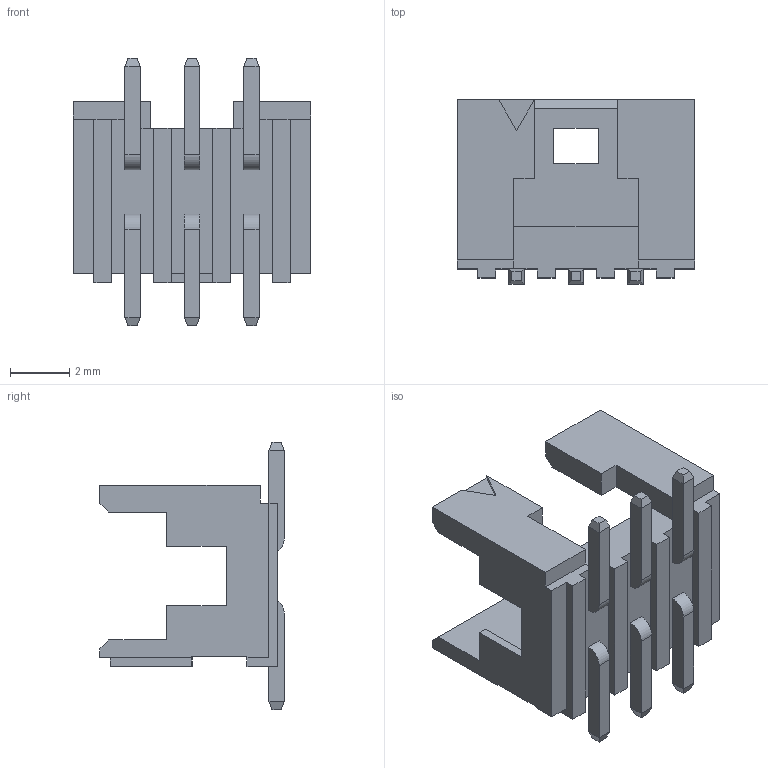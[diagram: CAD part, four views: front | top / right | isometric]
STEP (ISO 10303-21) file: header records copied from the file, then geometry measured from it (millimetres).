
FILE_DESCRIPTION (( 'STEP AP214' ), '1' );
FILE_NAME ('98424-G52-06LF.STEP', '2023-05-02T17:13:14', ( '' ), ( '' ), 'SwSTEP 2.0', 'SolidWorks 2021', '' );
FILE_SCHEMA (( 'AUTOMOTIVE_DESIGN' ));
Length unit declared in the file: millimetre
Products named in the file (4): 98424-G52-06LF; 98424_06; A^Assem 98424 add; B^Assem 98424 add
Assembly tree (7 placements, depth 2):
  98424-G52-06LF
    98424_06
    A^Assem 98424 add  x3
    B^Assem 98424 add  x3
Bounding box: 8 x 6.2 x 9 mm (x, y, z)
Volume: 111.3 mm3; surface area: 346 mm2
Topology: 7 solids, 7 shells, 147 faces, 375 edges, 241 vertices
Faces by surface type: plane 141, cylinder 6
Entity records: 3515 total; most frequent: CARTESIAN_POINT 605, ORIENTED_EDGE 590, DIRECTION 533, EDGE_CURVE 295, LINE 291, VECTOR 291, VERTEX_POINT 193, AXIS2_PLACEMENT_3D 121
